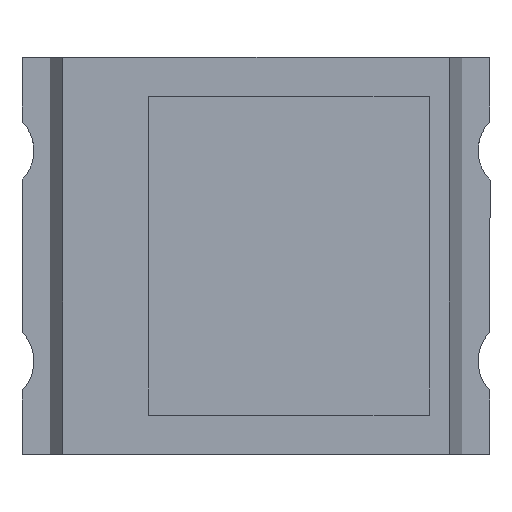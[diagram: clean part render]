
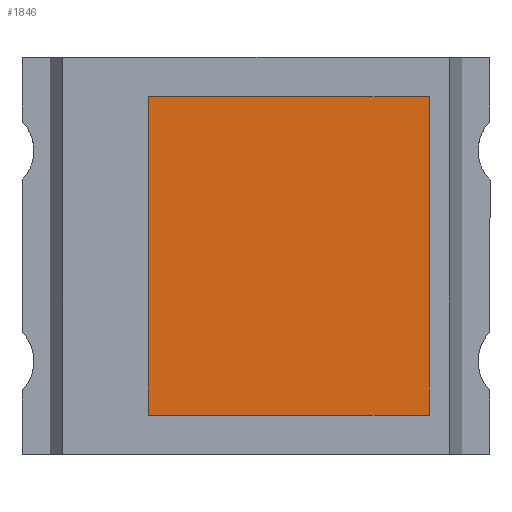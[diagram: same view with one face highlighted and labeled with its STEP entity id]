
A CAD part, top view. The second image highlights one B-rep face of the part: STEP entity #1846.
In plain terms, the highlighted planar face has unit normal (0, 0, 1).
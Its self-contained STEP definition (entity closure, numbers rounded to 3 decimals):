
#82 = FACE_OUTER_BOUND ( 'NONE', #2074, .T. ) ;
#204 = VERTEX_POINT ( 'NONE', #1237 ) ;
#324 = VECTOR ( 'NONE', #1234, 1000. ) ;
#380 = CARTESIAN_POINT ( 'NONE',  ( 0., 0., 1.22 ) ) ;
#440 = DIRECTION ( 'NONE',  ( 0., 1., 0. ) ) ;
#600 = CARTESIAN_POINT ( 'NONE',  ( -1.15, -1.7, 1.22 ) ) ;
#620 = DIRECTION ( 'NONE',  ( -1., 0., 0. ) ) ;
#632 = EDGE_CURVE ( 'NONE', #1826, #1317, #955, .T. ) ;
#743 = EDGE_CURVE ( 'NONE', #1317, #877, #895, .T. ) ;
#747 = CARTESIAN_POINT ( 'NONE',  ( 1.85, 1.7, 1.22 ) ) ;
#764 = CARTESIAN_POINT ( 'NONE',  ( 1.85, -1.7, 1.22 ) ) ;
#844 = ORIENTED_EDGE ( 'NONE', *, *, #632, .F. ) ;
#877 = VERTEX_POINT ( 'NONE', #764 ) ;
#895 = LINE ( 'NONE', #747, #324 ) ;
#939 = VECTOR ( 'NONE', #1461, 1000. ) ;
#953 = ORIENTED_EDGE ( 'NONE', *, *, #1113, .F. ) ;
#955 = LINE ( 'NONE', #1773, #939 ) ;
#984 = CARTESIAN_POINT ( 'NONE',  ( 1.85, -1.7, 1.22 ) ) ;
#999 = CARTESIAN_POINT ( 'NONE',  ( 1.85, 1.7, 1.22 ) ) ;
#1064 = ORIENTED_EDGE ( 'NONE', *, *, #743, .F. ) ;
#1113 = EDGE_CURVE ( 'NONE', #204, #1826, #1920, .T. ) ;
#1155 = LINE ( 'NONE', #984, #1656 ) ;
#1234 = DIRECTION ( 'NONE',  ( 0., -1., 0. ) ) ;
#1237 = CARTESIAN_POINT ( 'NONE',  ( -1.15, -1.7, 1.22 ) ) ;
#1282 = VECTOR ( 'NONE', #440, 1000. ) ;
#1317 = VERTEX_POINT ( 'NONE', #999 ) ;
#1346 = ORIENTED_EDGE ( 'NONE', *, *, #1705, .F. ) ;
#1404 = DIRECTION ( 'NONE',  ( 0., 0., 1. ) ) ;
#1461 = DIRECTION ( 'NONE',  ( 1., 0., 0. ) ) ;
#1656 = VECTOR ( 'NONE', #620, 1000. ) ;
#1705 = EDGE_CURVE ( 'NONE', #877, #204, #1155, .T. ) ;
#1747 = PLANE ( 'NONE',  #2102 ) ;
#1773 = CARTESIAN_POINT ( 'NONE',  ( -1.15, 1.7, 1.22 ) ) ;
#1826 = VERTEX_POINT ( 'NONE', #2025 ) ;
#1846 = ADVANCED_FACE ( 'NONE', ( #82 ), #1747, .T. ) ;
#1908 = DIRECTION ( 'NONE',  ( 1., 0., 0. ) ) ;
#1920 = LINE ( 'NONE', #600, #1282 ) ;
#2025 = CARTESIAN_POINT ( 'NONE',  ( -1.15, 1.7, 1.22 ) ) ;
#2074 = EDGE_LOOP ( 'NONE', ( #1064, #844, #953, #1346 ) ) ;
#2102 = AXIS2_PLACEMENT_3D ( 'NONE', #380, #1404, #1908 ) ;
